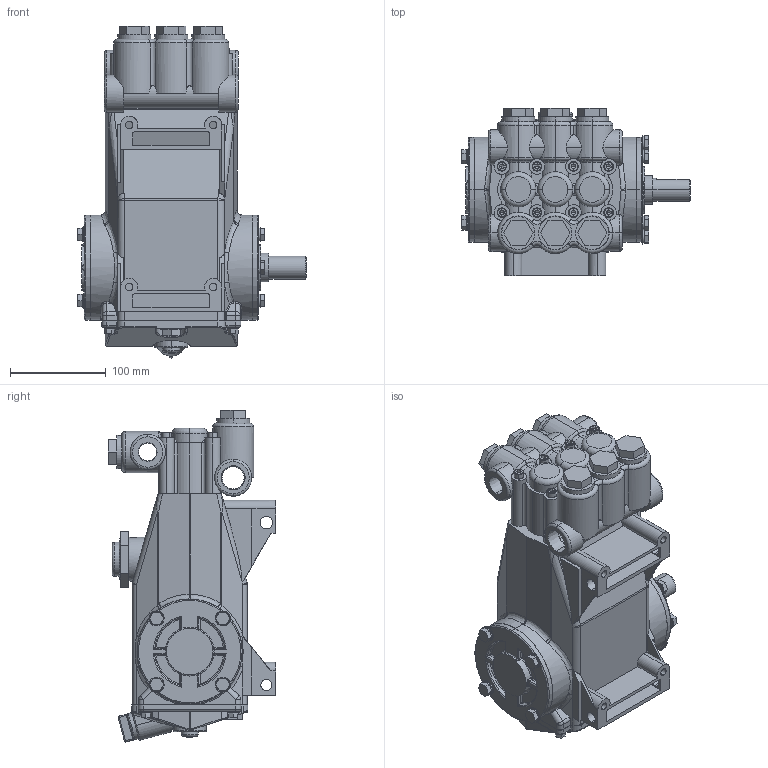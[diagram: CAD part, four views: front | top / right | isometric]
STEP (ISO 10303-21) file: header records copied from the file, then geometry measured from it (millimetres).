
FILE_DESCRIPTION (( 'STEP AP214' ), '1' );
FILE_NAME ('7CP6110.STEP', '2008-09-23T15:07:16', ( ' ' ), ( ' ' ), 'SwSTEP 2.0', 'SolidWorks 2008', '' );
FILE_SCHEMA (( 'AUTOMOTIVE_DESIGN' ));
Length unit declared in the file: inch
Products named in the file (1): 7CP6110
Bounding box: 239.52 x 175.01 x 347.34 mm (x, y, z)
Surface area: 302355.7 mm2 (no closed solid volume)
Topology: 0 solids, 14 shells, 1219 faces, 3292 edges, 1999 vertices
Faces by surface type: plane 502, cylinder 438, torus 112, bspline 92, cone 45, sphere 30
Entity records: 59836 total; most frequent: CARTESIAN_POINT 14518, DIRECTION 6214, ORIENTED_EDGE 6032, EDGE_CURVE 3260, AXIS2_PLACEMENT_3D 2344, VERTEX_POINT 1999, LINE 1526, VECTOR 1526
